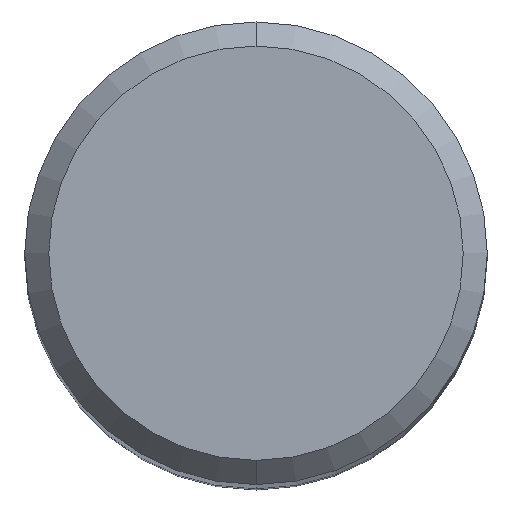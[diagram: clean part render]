
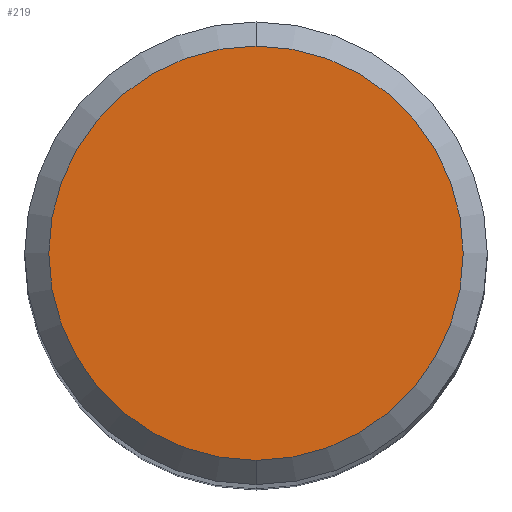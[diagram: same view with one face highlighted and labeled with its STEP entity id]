
A CAD part, top view. The second image highlights one B-rep face of the part: STEP entity #219.
In plain terms, the highlighted planar face has unit normal (0, 0, 1).
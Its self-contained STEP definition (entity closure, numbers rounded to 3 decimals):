
#197=VERTEX_POINT('',#437);
#219=ADVANCED_FACE('',(#462),#463,.T.);
#229=VERTEX_POINT('',#473);
#237=EDGE_CURVE('',#229,#197,#482,.T.);
#329=EDGE_CURVE('',#197,#229,#587,.T.);
#437=CARTESIAN_POINT('',(0.0,4.3,0.0));
#462=FACE_OUTER_BOUND('',#742,.T.);
#463=PLANE('',#743);
#473=CARTESIAN_POINT('',(0.,-4.3,0.0));
#482=CIRCLE('',#769,4.3);
#587=CIRCLE('',#903,4.3);
#742=EDGE_LOOP('',(#1057,#1058));
#743=AXIS2_PLACEMENT_3D('',#1059,#1060,#1061);
#769=AXIS2_PLACEMENT_3D('',#1076,#1077,#1078);
#903=AXIS2_PLACEMENT_3D('',#1227,#1228,#1229);
#1057=ORIENTED_EDGE('',*,*,#329,.F.);
#1058=ORIENTED_EDGE('',*,*,#237,.F.);
#1059=CARTESIAN_POINT('',(0.0,2.15,0.0));
#1060=DIRECTION('',(-0.0,0.0,1.0));
#1061=DIRECTION('',(0.0,-1.0,0.0));
#1076=CARTESIAN_POINT('',(0.0,0.0,0.0));
#1077=DIRECTION('',(0.0,0.0,-1.0));
#1078=DIRECTION('',(0.0,1.0,0.0));
#1227=CARTESIAN_POINT('',(0.0,0.0,0.0));
#1228=DIRECTION('',(0.0,0.0,-1.0));
#1229=DIRECTION('',(0.0,1.0,0.0));
